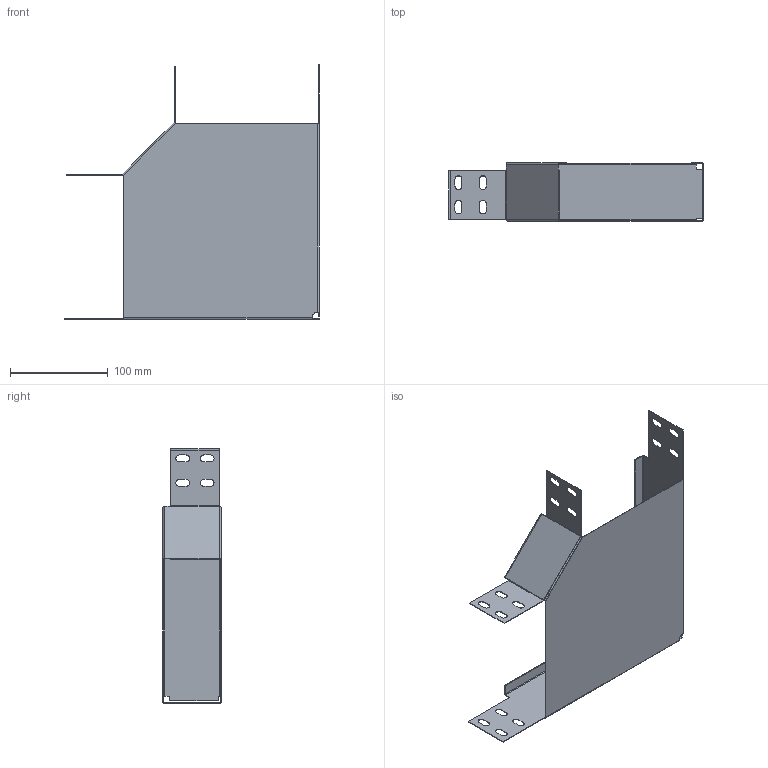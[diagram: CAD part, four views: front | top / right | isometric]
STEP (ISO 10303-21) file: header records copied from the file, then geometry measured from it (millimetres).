
FILE_DESCRIPTION (( 'STEP AP214' ), '1' );
FILE_NAME ('6043093_KSTP1.stp', '2018-05-24T07:13:15', ( '' ), ( '' ), 'SwSTEP 2.0', 'SolidWorks 2016', '' );
FILE_SCHEMA (( 'AUTOMOTIVE_DESIGN' ));
Length unit declared in the file: millimetre
Products named in the file (1): 6043093_KSTP1
Bounding box: 260.11 x 59.4 x 260.11 mm (x, y, z)
Volume: 56960.1 mm3; surface area: 164320.1 mm2
Topology: 1 solids, 1 shells, 162 faces, 416 edges, 256 vertices
Faces by surface type: plane 105, cylinder 57
Entity records: 4940 total; most frequent: DIRECTION 856, CARTESIAN_POINT 835, ORIENTED_EDGE 832, EDGE_CURVE 416, VECTOR 302, LINE 302, AXIS2_PLACEMENT_3D 277, VERTEX_POINT 256
